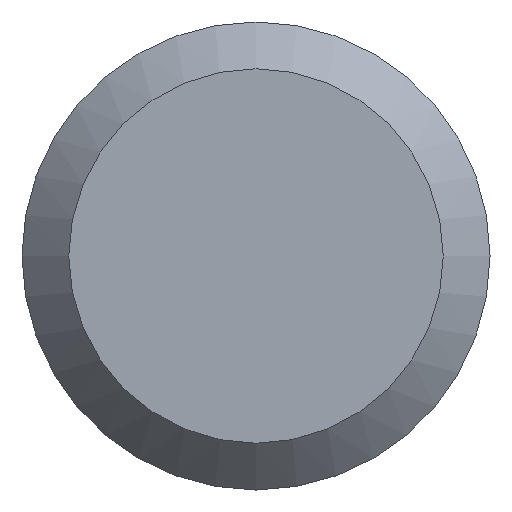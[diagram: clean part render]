
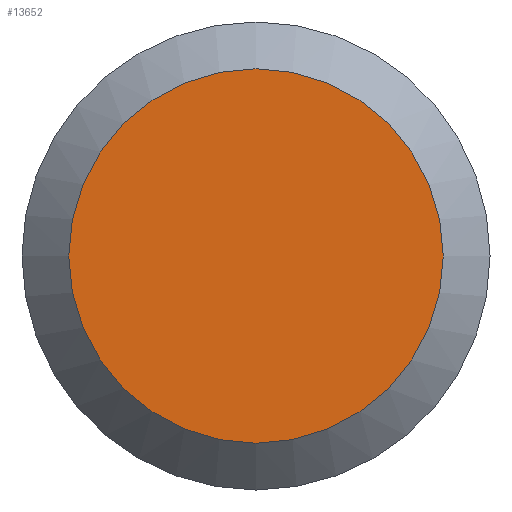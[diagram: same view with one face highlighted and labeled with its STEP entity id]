
A CAD part, front view. The second image highlights one B-rep face of the part: STEP entity #13652.
In plain terms, the highlighted planar face has unit normal (0, -1, 0).
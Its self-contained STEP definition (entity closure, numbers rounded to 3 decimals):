
#3539 = AXIS2_PLACEMENT_3D ( 'NONE', #10938, #13392, #15886 ) ;
#4178 = DIRECTION ( 'NONE',  ( 0., -1., 0. ) ) ;
#5307 = CARTESIAN_POINT ( 'NONE',  ( 0., -500., 2. ) ) ;
#5499 = CARTESIAN_POINT ( 'NONE',  ( 0., -500., 0. ) ) ;
#9078 = EDGE_CURVE ( 'NONE', #13889, #13889, #15745, .T. ) ;
#9706 = PLANE ( 'NONE',  #3539 ) ;
#10938 = CARTESIAN_POINT ( 'NONE',  ( 0., -500., 0. ) ) ;
#11167 = EDGE_LOOP ( 'NONE', ( #15945 ) ) ;
#11667 = FACE_OUTER_BOUND ( 'NONE', #11167, .T. ) ;
#11796 = AXIS2_PLACEMENT_3D ( 'NONE', #5499, #4178, #14200 ) ;
#13392 = DIRECTION ( 'NONE',  ( 0., 1., 0. ) ) ;
#13652 = ADVANCED_FACE ( 'NONE', ( #11667 ), #9706, .F. ) ;
#13889 = VERTEX_POINT ( 'NONE', #5307 ) ;
#14200 = DIRECTION ( 'NONE',  ( 0., 0., 1. ) ) ;
#15745 = CIRCLE ( 'NONE', #11796, 2. ) ;
#15886 = DIRECTION ( 'NONE',  ( 0., 0., 1. ) ) ;
#15945 = ORIENTED_EDGE ( 'NONE', *, *, #9078, .T. ) ;
